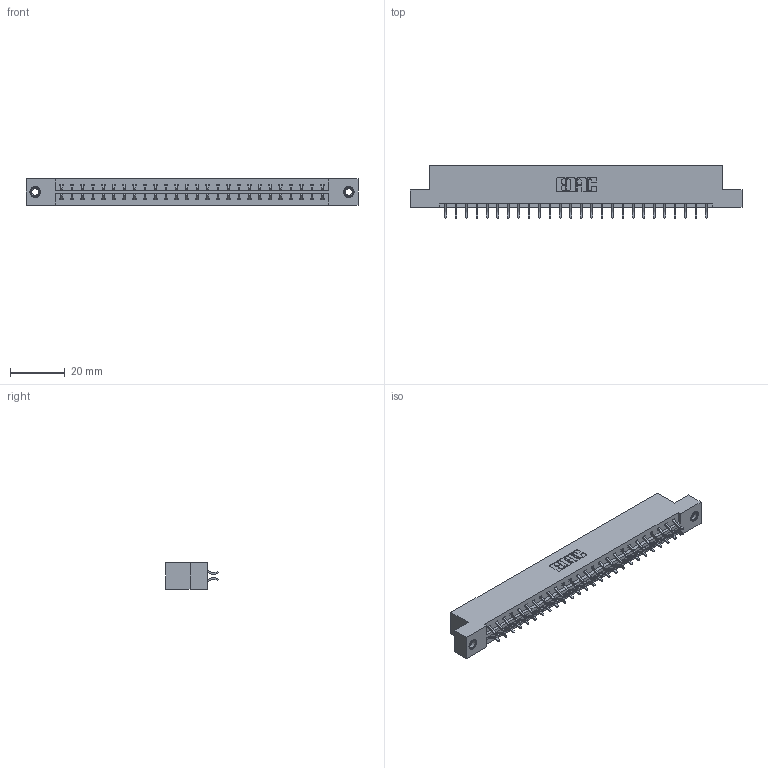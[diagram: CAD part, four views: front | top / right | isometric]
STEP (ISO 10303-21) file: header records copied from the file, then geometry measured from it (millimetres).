
FILE_DESCRIPTION (( 'STEP AP203' ), '1' );
FILE_NAME ('379-052-556-207.STEP', '2020-02-26T18:13:11', ( '' ), ( '' ), 'SwSTEP 2.0', 'SolidWorks 2016', '' );
FILE_SCHEMA (( 'CONFIG_CONTROL_DESIGN' ));
Length unit declared in the file: inch
Products named in the file (4): 379 Part_Flush - .156 Dia - TI; 345-250-001_345-250-005-103; 379-052-556-207; 345-292-001_556 Tail
Assembly tree (55 placements, depth 2):
  379-052-556-207
    379 Part_Flush - .156 Dia - TI
    345-292-001_556 Tail  x52
    345-250-001_345-250-005-103  x2
Bounding box: 121.28 x 19.24 x 9.53 mm (x, y, z)
Volume: 12706.6 mm3; surface area: 14106.1 mm2
Topology: 55 solids, 55 shells, 3190 faces, 9443 edges, 6218 vertices
Faces by surface type: plane 2182, cylinder 992, cone 12, torus 4
Entity records: 20202 total; most frequent: CARTESIAN_POINT 3365, ORIENTED_EDGE 3282, DIRECTION 2923, EDGE_CURVE 1641, VECTOR 1485, LINE 1485, VERTEX_POINT 1088, AXIS2_PLACEMENT_3D 719
